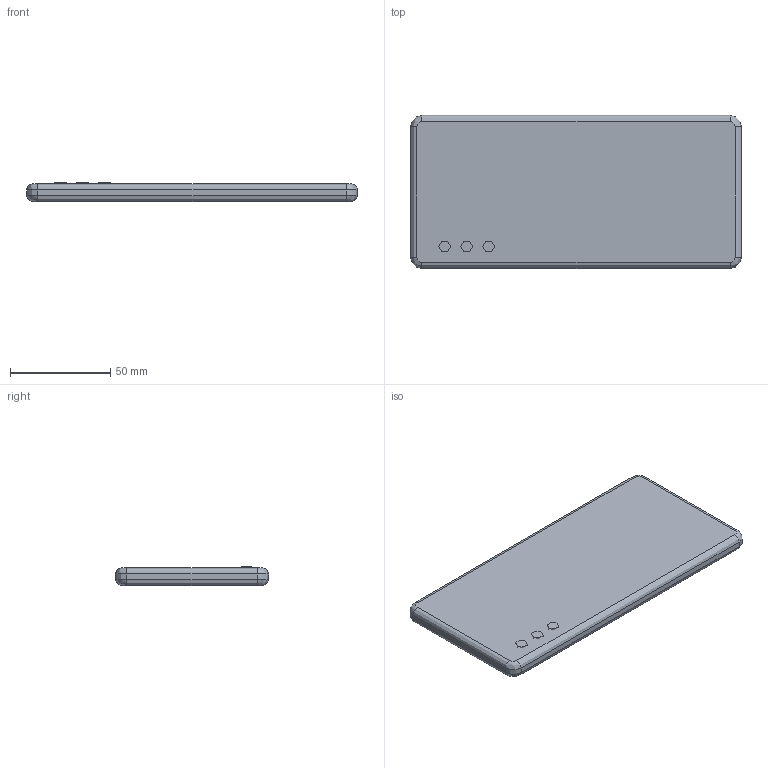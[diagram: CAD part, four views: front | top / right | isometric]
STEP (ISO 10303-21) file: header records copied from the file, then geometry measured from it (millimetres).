
FILE_DESCRIPTION(/* description */ (''),/* implementation_level */ '2;1');
FILE_NAME(/* name */ 'samsung-a13',/* time_stamp */ '2024-12-15T19:30:46Z',/* author */ (''),/* organization */ (''),/* preprocessor_version */ 'ST-DEVELOPER v19.2',/* originating_system */ 'Rhino 8.14',/* authorisation */ '');
FILE_SCHEMA (('AP242_MANAGED_MODEL_BASED_3D_ENGINEERING_MIM_LF { 1 0 10303 442 3 1 4 }'));
Length unit declared in the file: millimetre
Products named in the file (1): Document
Bounding box: 165.1 x 76.4 x 9.5 mm (x, y, z)
Volume: 108841.5 mm3; surface area: 28600.5 mm2
Topology: 4 solids, 4 shells, 43 faces, 96 edges, 62 vertices
Faces by surface type: cylinder 20, plane 15, bspline 8
Entity records: 1326 total; most frequent: CARTESIAN_POINT 432, ORIENTED_EDGE 178, DIRECTION 146, AXIS2_PLACEMENT_3D 90, EDGE_CURVE 89, VERTEX_POINT 54, CIRCLE 52, TRIMMED_CURVE 49
